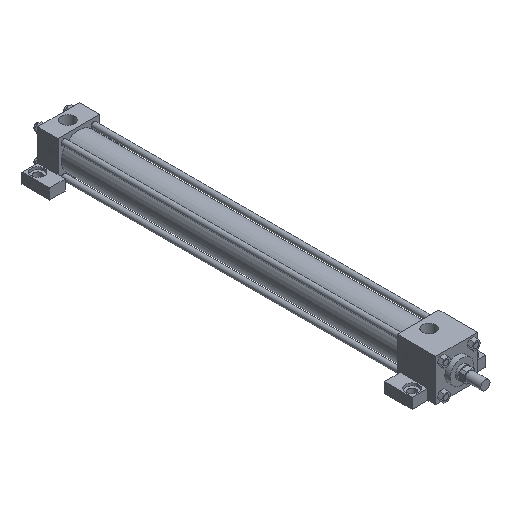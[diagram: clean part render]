
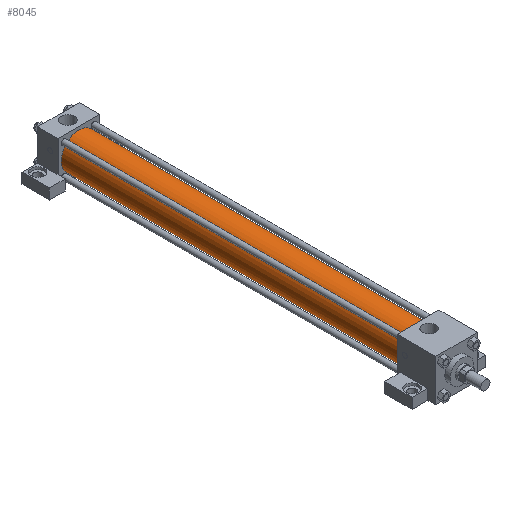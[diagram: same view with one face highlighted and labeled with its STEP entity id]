
A CAD part, isometric view. The second image highlights one B-rep face of the part: STEP entity #8045.
In plain terms, the highlighted cylindrical face has radius 21.463 mm (diameter 42.926 mm), a full revolution.
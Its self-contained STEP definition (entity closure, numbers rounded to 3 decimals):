
#1238=EDGE_CURVE('',#1244,#1244,#1239,.T.);
#1239=CIRCLE('',#1240,21.463);
#1240=AXIS2_PLACEMENT_3D('',#1241,#1242,#1243);
#1241=CARTESIAN_POINT('',(0.,62.706,0.));
#1242=DIRECTION('',(0.,1.,0.));
#1243=DIRECTION('',(-1.,0.,0.));
#1244=VERTEX_POINT('',#1245);
#1245=CARTESIAN_POINT('',(-21.463,62.706,0.));
#2765=FACE_OUTER_BOUND('',#2767,.T.);
#2766=FACE_BOUND('',#2768,.T.);
#2767=EDGE_LOOP('',(#2769));
#2768=EDGE_LOOP('',(#2778));
#2769=ORIENTED_EDGE('',*,*,#2770,.F.);
#2770=EDGE_CURVE('',#2776,#2776,#2771,.T.);
#2771=CIRCLE('',#2772,21.463);
#2772=AXIS2_PLACEMENT_3D('',#2773,#2774,#2775);
#2773=CARTESIAN_POINT('',(0.,473.869,0.));
#2774=DIRECTION('',(0.,1.,0.));
#2775=DIRECTION('',(1.,0.,0.));
#2776=VERTEX_POINT('',#2777);
#2777=CARTESIAN_POINT('',(21.463,473.869,0.));
#2778=ORIENTED_EDGE('',*,*,#1238,.T.);
#2779=CYLINDRICAL_SURFACE('',#2780,21.463);
#2780=AXIS2_PLACEMENT_3D('',#2781,#2782,#2783);
#2781=CARTESIAN_POINT('',(0.,473.869,0.));
#2782=DIRECTION('',(0.,-1.,0.));
#2783=DIRECTION('',(0.,0.,-1.));
#8045=ADVANCED_FACE('',(#2765,#2766),#2779,.T.);
